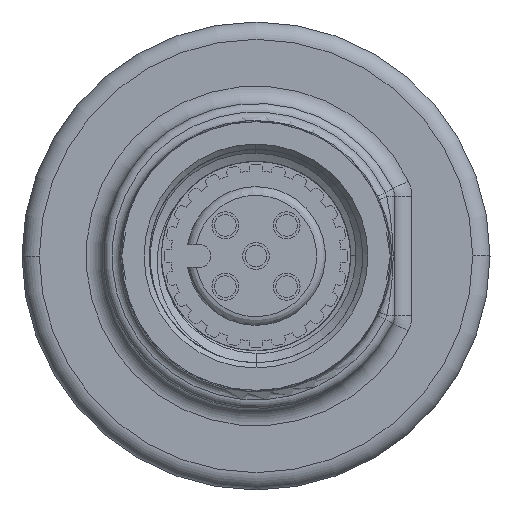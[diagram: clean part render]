
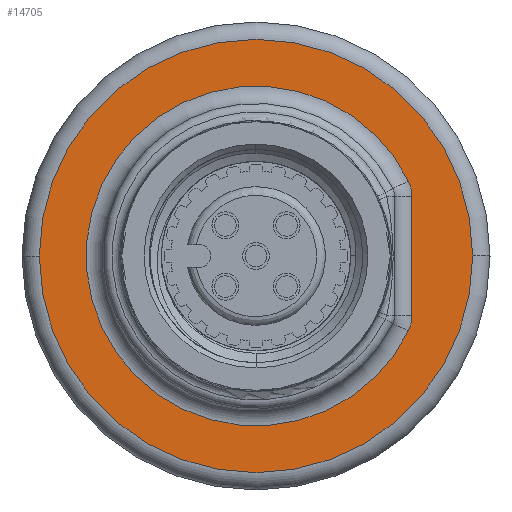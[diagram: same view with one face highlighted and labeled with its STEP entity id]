
A CAD part, left-side view. The second image highlights one B-rep face of the part: STEP entity #14705.
In plain terms, the highlighted planar face has unit normal (-1, 0, 0).
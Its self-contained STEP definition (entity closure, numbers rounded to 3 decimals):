
#75=CARTESIAN_POINT('',(-166.,0.,0.));
#76=DIRECTION('',(1.,0.,0.));
#77=DIRECTION('',(0.,1.,0.));
#78=AXIS2_PLACEMENT_3D('',#75,#76,#77);
#80=CARTESIAN_POINT('',(-166.,0.,0.));
#81=DIRECTION('',(1.,0.,0.));
#82=DIRECTION('',(0.,-1.,0.));
#83=AXIS2_PLACEMENT_3D('',#80,#81,#82);
#85=CARTESIAN_POINT('',(-166.,-7.,-3.441));
#86=DIRECTION('',(-1.,0.,0.));
#87=DIRECTION('',(0.,-0.897,-0.441));
#88=AXIS2_PLACEMENT_3D('',#85,#86,#87);
#90=DIRECTION('',(0.,0.,1.));
#91=VECTOR('',#90,6.882);
#92=CARTESIAN_POINT('',(-166.,-9.,-3.441));
#93=LINE('',#92,#91);
#94=CARTESIAN_POINT('',(-166.,-7.,3.441));
#95=DIRECTION('',(-1.,0.,0.));
#96=DIRECTION('',(0.,-1.,0.));
#97=AXIS2_PLACEMENT_3D('',#94,#95,#96);
#99=CARTESIAN_POINT('',(-166.,0.,0.));
#100=DIRECTION('',(-1.,0.,0.));
#101=DIRECTION('',(0.,-0.897,0.441));
#102=AXIS2_PLACEMENT_3D('',#99,#100,#101);
#13731=CARTESIAN_POINT('',(-166.,12.5,0.));
#13732=CARTESIAN_POINT('',(-166.,-12.5,0.));
#13733=VERTEX_POINT('',#13731);
#13734=VERTEX_POINT('',#13732);
#13739=CARTESIAN_POINT('',(-166.,-8.795,-4.323));
#13740=CARTESIAN_POINT('',(-166.,-9.,-3.441));
#13741=VERTEX_POINT('',#13739);
#13742=VERTEX_POINT('',#13740);
#13747=CARTESIAN_POINT('',(-166.,-8.795,4.323));
#13748=VERTEX_POINT('',#13747);
#13751=CARTESIAN_POINT('',(-166.,-9.,3.441));
#13752=VERTEX_POINT('',#13751);
#14686=CARTESIAN_POINT('',(-166.,0.,0.));
#14687=DIRECTION('',(1.,0.,0.));
#14688=DIRECTION('',(0.,-1.,0.));
#14689=AXIS2_PLACEMENT_3D('',#14686,#14687,#14688);
#14690=PLANE('',#14689);
#14691=ORIENTED_EDGE('',*,*,#14666,.T.);
#14692=ORIENTED_EDGE('',*,*,#14680,.T.);
#14693=EDGE_LOOP('',(#14691,#14692));
#14694=FACE_OUTER_BOUND('',#14693,.F.);
#14696=ORIENTED_EDGE('',*,*,#14695,.T.);
#14698=ORIENTED_EDGE('',*,*,#14697,.T.);
#14700=ORIENTED_EDGE('',*,*,#14699,.T.);
#14702=ORIENTED_EDGE('',*,*,#14701,.T.);
#14703=EDGE_LOOP('',(#14696,#14698,#14700,#14702));
#14704=FACE_BOUND('',#14703,.F.);
#14705=ADVANCED_FACE('',(#14694,#14704),#14690,.F.);
#79=CIRCLE('',#78,12.5);
#84=CIRCLE('',#83,12.5);
#89=CIRCLE('',#88,2.);
#98=CIRCLE('',#97,2.);
#103=CIRCLE('',#102,9.8);
#14666=EDGE_CURVE('',#13733,#13734,#79,.T.);
#14680=EDGE_CURVE('',#13734,#13733,#84,.T.);
#14695=EDGE_CURVE('',#13741,#13742,#89,.T.);
#14697=EDGE_CURVE('',#13742,#13752,#93,.T.);
#14699=EDGE_CURVE('',#13752,#13748,#98,.T.);
#14701=EDGE_CURVE('',#13748,#13741,#103,.T.);
